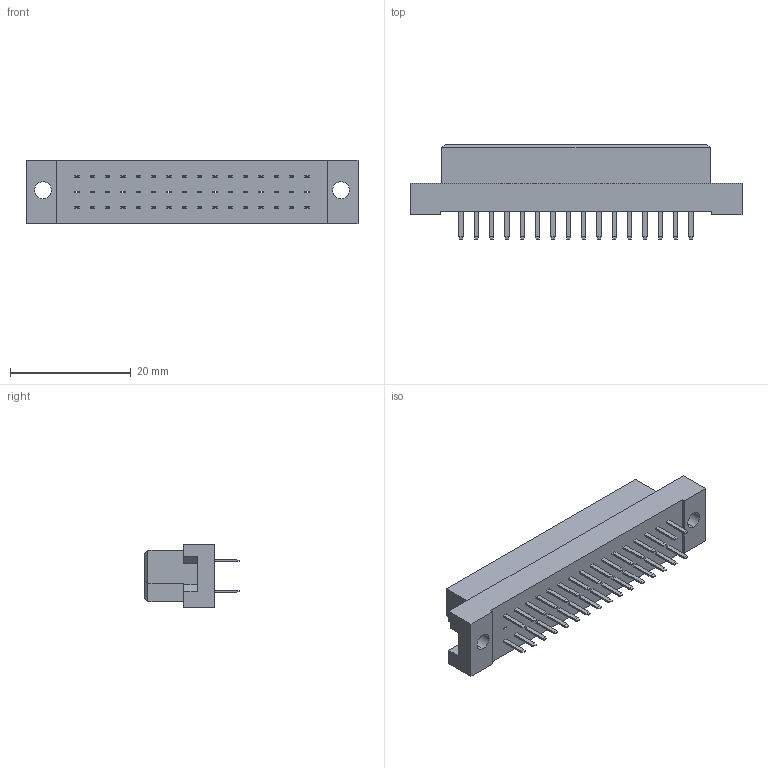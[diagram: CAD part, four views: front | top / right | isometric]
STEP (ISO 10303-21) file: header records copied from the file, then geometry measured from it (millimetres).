
FILE_DESCRIPTION (( 'STEP AP203' ), '1' );
FILE_NAME ('496-132-321-611.STEP', '2019-11-12T13:42:57', ( '' ), ( '' ), 'SwSTEP 2.0', 'SolidWorks 2020', '' );
FILE_SCHEMA (( 'CONFIG_CONTROL_DESIGN' ));
Length unit declared in the file: millimetre
Products named in the file (3): 496 Part_48; 496-132-321-611; 496-290_21
Assembly tree (33 placements, depth 2):
  496-132-321-611
    496 Part_48
    496-290_21  x32
Bounding box: 55 x 15.6 x 10.6 mm (x, y, z)
Volume: 4644.2 mm3; surface area: 4747.9 mm2
Topology: 33 solids, 33 shells, 986 faces, 2288 edges, 1416 vertices
Faces by surface type: plane 982, cylinder 4
Entity records: 20785 total; most frequent: CARTESIAN_POINT 3424, ORIENTED_EDGE 3336, DIRECTION 3100, EDGE_CURVE 1668, VECTOR 1660, LINE 1660, VERTEX_POINT 1044, EDGE_LOOP 824
